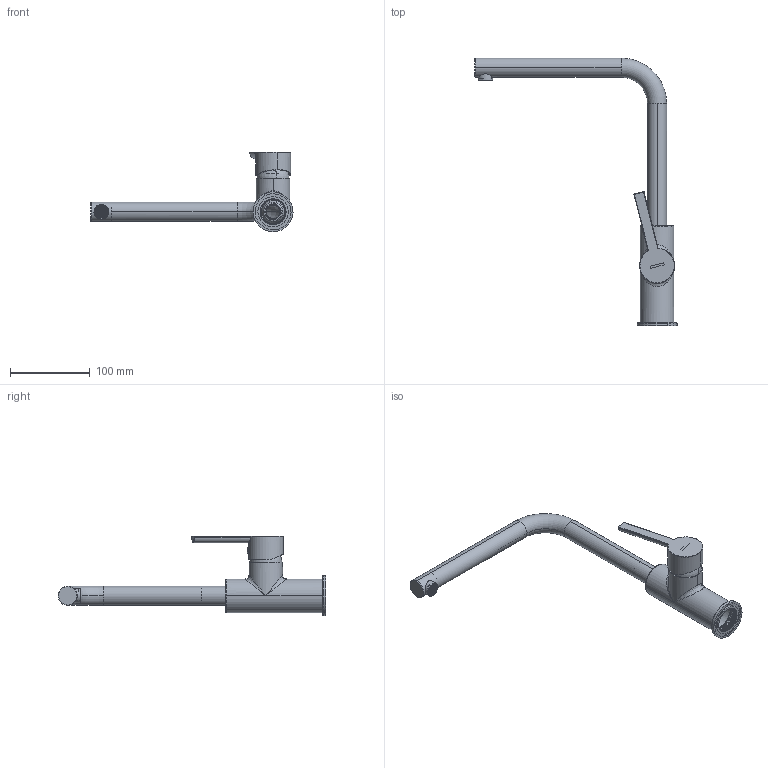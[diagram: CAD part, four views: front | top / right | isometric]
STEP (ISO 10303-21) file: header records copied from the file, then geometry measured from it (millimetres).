
FILE_DESCRIPTION (( 'STEP AP203' ), '1' );
FILE_NAME ('33EP08975.STEP', '2023-10-17T07:14:00', ( '' ), ( '' ), 'SwSTEP 2.0', 'SolidWorks 2021', '' );
FILE_SCHEMA (( 'CONFIG_CONTROL_DESIGN' ));
Length unit declared in the file: millimetre
Products named in the file (1): 33EP08975
Bounding box: 252.96 x 335.25 x 99.56 mm (x, y, z)
Volume: 108842 mm3; surface area: 127749.1 mm2
Topology: 8 solids, 8 shells, 757 faces, 2060 edges, 1312 vertices
Faces by surface type: plane 414, cylinder 188, cone 62, bspline 50, torus 29, sphere 14
Entity records: 40029 total; most frequent: CARTESIAN_POINT 21386, ORIENTED_EDGE 4068, DIRECTION 3500, EDGE_CURVE 2034, VERTEX_POINT 1312, VECTOR 1300, LINE 1300, AXIS2_PLACEMENT_3D 1100
